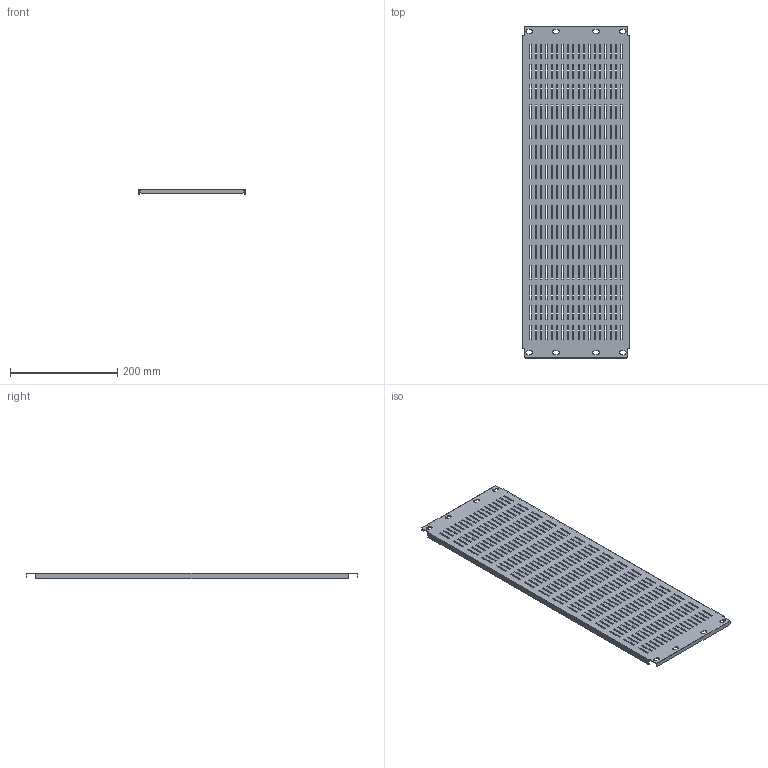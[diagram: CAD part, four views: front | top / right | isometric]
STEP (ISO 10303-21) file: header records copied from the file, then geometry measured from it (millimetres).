
FILE_DESCRIPTION (( 'STEP AP203' ), '1' );
FILE_NAME ('FO-00-PLTV-020-080 FORMAT ч蜱齁罻 櫡翴錒 膻緱. 縺搿謺. 瞂艜. 200 齆僳 800 IEK.STEP', '2024-07-04T09:08:07', ( '' ), ( '' ), 'SwSTEP 2.0', 'SolidWorks 2022', '' );
FILE_SCHEMA (( 'CONFIG_CONTROL_DESIGN' ));
Length unit declared in the file: millimetre
Products named in the file (1): FO-00-PLTV-020-080 FORMAT Заглушка панели нижн. наборн. вент. 200 шкаф 800 IEK
Bounding box: 199 x 620 x 10.75 mm (x, y, z)
Volume: 178547.4 mm3; surface area: 263266.6 mm2
Topology: 1 solids, 1 shells, 1158 faces, 3468 edges, 2312 vertices
Faces by surface type: plane 1134, cylinder 24
Entity records: 39409 total; most frequent: CARTESIAN_POINT 6939, ORIENTED_EDGE 6936, DIRECTION 5834, EDGE_CURVE 3468, LINE 3420, VECTOR 3420, VERTEX_POINT 2312, EDGE_LOOP 1714
